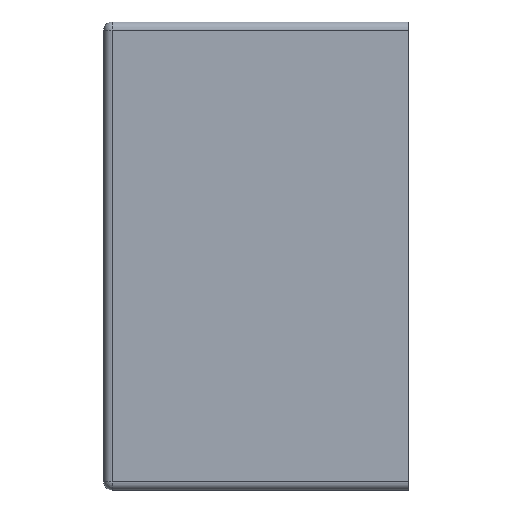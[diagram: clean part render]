
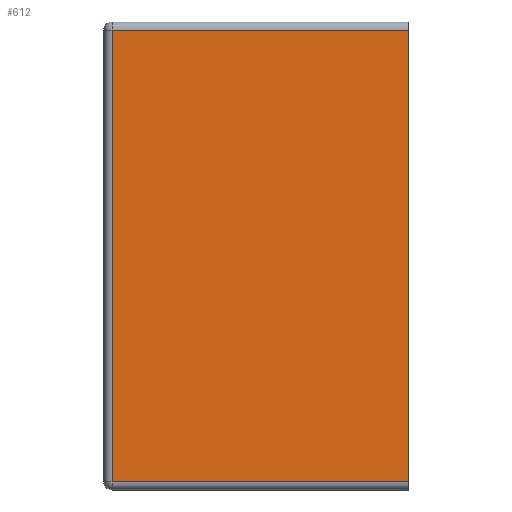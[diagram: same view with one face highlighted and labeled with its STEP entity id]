
A CAD part, front view. The second image highlights one B-rep face of the part: STEP entity #612.
In plain terms, the highlighted planar face has unit normal (0, -1, 0).
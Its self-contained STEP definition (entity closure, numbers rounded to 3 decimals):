
#9=DIRECTION('',(0.,0.,1.));
#10=VECTOR('',#9,109.);
#11=CARTESIAN_POINT('',(35.75,-1.,-54.5));
#12=LINE('',#11,#10);
#31=DIRECTION('',(0.,0.,1.));
#32=VECTOR('',#31,109.);
#33=CARTESIAN_POINT('',(-35.75,-1.,-54.5));
#34=LINE('',#33,#32);
#129=DIRECTION('',(1.,0.,0.));
#130=VECTOR('',#129,71.5);
#131=CARTESIAN_POINT('',(-35.75,-1.,54.5));
#132=LINE('',#131,#130);
#177=DIRECTION('',(1.,0.,0.));
#178=VECTOR('',#177,71.5);
#179=CARTESIAN_POINT('',(-35.75,-1.,-54.5));
#180=LINE('',#179,#178);
#281=CARTESIAN_POINT('',(-35.75,-1.,54.5));
#282=VERTEX_POINT('',#281);
#284=CARTESIAN_POINT('',(-35.75,-1.,-54.5));
#286=VERTEX_POINT('',#284);
#293=CARTESIAN_POINT('',(35.75,-1.,54.5));
#294=VERTEX_POINT('',#293);
#295=CARTESIAN_POINT('',(35.75,-1.,-54.5));
#296=VERTEX_POINT('',#295);
#600=CARTESIAN_POINT('',(-35.75,-1.,-54.5));
#601=DIRECTION('',(0.,1.,0.));
#602=DIRECTION('',(0.,0.,1.));
#603=AXIS2_PLACEMENT_3D('',#600,#601,#602);
#604=PLANE('',#603);
#605=ORIENTED_EDGE('',*,*,#388,.T.);
#606=ORIENTED_EDGE('',*,*,#527,.T.);
#607=ORIENTED_EDGE('',*,*,#326,.F.);
#609=ORIENTED_EDGE('',*,*,#608,.F.);
#610=EDGE_LOOP('',(#605,#606,#607,#609));
#611=FACE_OUTER_BOUND('',#610,.F.);
#612=ADVANCED_FACE('',(#611),#604,.F.);
#326=EDGE_CURVE('',#296,#294,#12,.T.);
#388=EDGE_CURVE('',#286,#282,#34,.T.);
#527=EDGE_CURVE('',#282,#294,#132,.T.);
#608=EDGE_CURVE('',#286,#296,#180,.T.);
